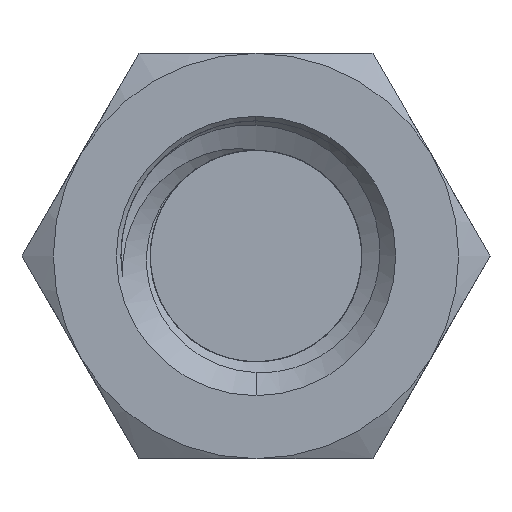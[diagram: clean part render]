
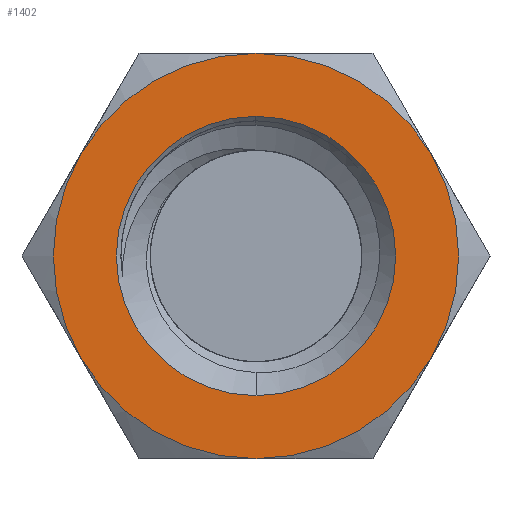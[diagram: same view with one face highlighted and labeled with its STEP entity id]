
A CAD part, left-side view. The second image highlights one B-rep face of the part: STEP entity #1402.
In plain terms, the highlighted planar face has unit normal (-1, 0, 0).
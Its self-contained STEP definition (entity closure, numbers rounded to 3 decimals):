
#49 = ORIENTED_EDGE ( 'NONE', *, *, #1889, .F. ) ;
#69 = CIRCLE ( 'NONE', #1589, 1.551 ) ;
#112 = EDGE_CURVE ( 'NONE', #4139, #3118, #128, .T. ) ;
#128 = CIRCLE ( 'NONE', #2929, 2.25 ) ;
#139 = DIRECTION ( 'NONE',  ( 0., 0., -1. ) ) ;
#208 = CIRCLE ( 'NONE', #3557, 2.25 ) ;
#250 = DIRECTION ( 'NONE',  ( 0., 0., -1. ) ) ;
#254 = ORIENTED_EDGE ( 'NONE', *, *, #2495, .F. ) ;
#300 = CARTESIAN_POINT ( 'NONE',  ( -17.5, 0., 0. ) ) ;
#351 = AXIS2_PLACEMENT_3D ( 'NONE', #4108, #2415, #1183 ) ;
#511 = EDGE_CURVE ( 'NONE', #1488, #2824, #4228, .T. ) ;
#684 = DIRECTION ( 'NONE',  ( 1., 0., 0. ) ) ;
#806 = CARTESIAN_POINT ( 'NONE',  ( -17.5, 0., 0. ) ) ;
#892 = CARTESIAN_POINT ( 'NONE',  ( -17.5, -1.949, 1.125 ) ) ;
#960 = CARTESIAN_POINT ( 'NONE',  ( -17.5, 0., 0. ) ) ;
#996 = CARTESIAN_POINT ( 'NONE',  ( -17.5, 0., 2.25 ) ) ;
#1020 = CIRCLE ( 'NONE', #2239, 2.25 ) ;
#1123 = AXIS2_PLACEMENT_3D ( 'NONE', #960, #1769, #4700 ) ;
#1178 = FACE_OUTER_BOUND ( 'NONE', #1558, .T. ) ;
#1183 = DIRECTION ( 'NONE',  ( 0., 0., 1. ) ) ;
#1234 = ORIENTED_EDGE ( 'NONE', *, *, #511, .F. ) ;
#1252 = AXIS2_PLACEMENT_3D ( 'NONE', #2337, #2739, #1972 ) ;
#1330 = AXIS2_PLACEMENT_3D ( 'NONE', #4291, #4343, #139 ) ;
#1373 = CARTESIAN_POINT ( 'NONE',  ( -17.5, -1.949, -1.125 ) ) ;
#1402 = ADVANCED_FACE ( 'NONE', ( #5390, #1178 ), #1839, .F. ) ;
#1454 = EDGE_CURVE ( 'NONE', #4817, #5211, #69, .T. ) ;
#1488 = VERTEX_POINT ( 'NONE', #996 ) ;
#1520 = DIRECTION ( 'NONE',  ( 0., 0., -1. ) ) ;
#1558 = EDGE_LOOP ( 'NONE', ( #2395, #254, #4706, #1234, #3854, #2190 ) ) ;
#1589 = AXIS2_PLACEMENT_3D ( 'NONE', #2636, #3042, #1820 ) ;
#1661 = EDGE_CURVE ( 'NONE', #3118, #4874, #208, .T. ) ;
#1769 = DIRECTION ( 'NONE',  ( 1., 0., 0. ) ) ;
#1815 = EDGE_LOOP ( 'NONE', ( #49, #2603 ) ) ;
#1820 = DIRECTION ( 'NONE',  ( 0., 0., 1. ) ) ;
#1839 = PLANE ( 'NONE',  #1330 ) ;
#1857 = CIRCLE ( 'NONE', #351, 2.25 ) ;
#1889 = EDGE_CURVE ( 'NONE', #5211, #4817, #3126, .T. ) ;
#1972 = DIRECTION ( 'NONE',  ( 0., 0., 1. ) ) ;
#2018 = CARTESIAN_POINT ( 'NONE',  ( -17.5, 1.949, 1.125 ) ) ;
#2190 = ORIENTED_EDGE ( 'NONE', *, *, #1661, .F. ) ;
#2210 = CIRCLE ( 'NONE', #4282, 2.25 ) ;
#2239 = AXIS2_PLACEMENT_3D ( 'NONE', #4004, #684, #250 ) ;
#2337 = CARTESIAN_POINT ( 'NONE',  ( -17.5, 0., 0. ) ) ;
#2390 = DIRECTION ( 'NONE',  ( 1., 0., 0. ) ) ;
#2395 = ORIENTED_EDGE ( 'NONE', *, *, #112, .F. ) ;
#2415 = DIRECTION ( 'NONE',  ( -1., 0., 0. ) ) ;
#2495 = EDGE_CURVE ( 'NONE', #5246, #4139, #2210, .T. ) ;
#2603 = ORIENTED_EDGE ( 'NONE', *, *, #1454, .F. ) ;
#2636 = CARTESIAN_POINT ( 'NONE',  ( -17.5, 0., 0. ) ) ;
#2739 = DIRECTION ( 'NONE',  ( -1., 0., 0. ) ) ;
#2824 = VERTEX_POINT ( 'NONE', #892 ) ;
#2929 = AXIS2_PLACEMENT_3D ( 'NONE', #300, #4421, #1520 ) ;
#2992 = CARTESIAN_POINT ( 'NONE',  ( -17.5, 1.949, -1.125 ) ) ;
#3042 = DIRECTION ( 'NONE',  ( -1., 0., 0. ) ) ;
#3118 = VERTEX_POINT ( 'NONE', #2992 ) ;
#3126 = CIRCLE ( 'NONE', #1252, 1.551 ) ;
#3216 = DIRECTION ( 'NONE',  ( 0., 0., -1. ) ) ;
#3236 = CARTESIAN_POINT ( 'NONE',  ( -17.5, 0., -2.25 ) ) ;
#3557 = AXIS2_PLACEMENT_3D ( 'NONE', #806, #4137, #4566 ) ;
#3574 = EDGE_CURVE ( 'NONE', #2824, #5246, #1020, .T. ) ;
#3642 = EDGE_CURVE ( 'NONE', #1488, #4874, #1857, .T. ) ;
#3854 = ORIENTED_EDGE ( 'NONE', *, *, #3642, .T. ) ;
#4004 = CARTESIAN_POINT ( 'NONE',  ( -17.5, 0., 0. ) ) ;
#4108 = CARTESIAN_POINT ( 'NONE',  ( -17.5, 0., 0. ) ) ;
#4137 = DIRECTION ( 'NONE',  ( 1., 0., 0. ) ) ;
#4139 = VERTEX_POINT ( 'NONE', #3236 ) ;
#4228 = CIRCLE ( 'NONE', #1123, 2.25 ) ;
#4282 = AXIS2_PLACEMENT_3D ( 'NONE', #4935, #2390, #3216 ) ;
#4291 = CARTESIAN_POINT ( 'NONE',  ( -17.5, 2.598, 0. ) ) ;
#4343 = DIRECTION ( 'NONE',  ( 1., 0., 0. ) ) ;
#4421 = DIRECTION ( 'NONE',  ( 1., 0., 0. ) ) ;
#4566 = DIRECTION ( 'NONE',  ( 0., 0., -1. ) ) ;
#4700 = DIRECTION ( 'NONE',  ( 0., 0., -1. ) ) ;
#4706 = ORIENTED_EDGE ( 'NONE', *, *, #3574, .F. ) ;
#4812 = CARTESIAN_POINT ( 'NONE',  ( -17.5, 0., -1.551 ) ) ;
#4817 = VERTEX_POINT ( 'NONE', #4812 ) ;
#4874 = VERTEX_POINT ( 'NONE', #2018 ) ;
#4935 = CARTESIAN_POINT ( 'NONE',  ( -17.5, 0., 0. ) ) ;
#4998 = CARTESIAN_POINT ( 'NONE',  ( -17.5, 0., 1.551 ) ) ;
#5211 = VERTEX_POINT ( 'NONE', #4998 ) ;
#5246 = VERTEX_POINT ( 'NONE', #1373 ) ;
#5390 = FACE_BOUND ( 'NONE', #1815, .T. ) ;
